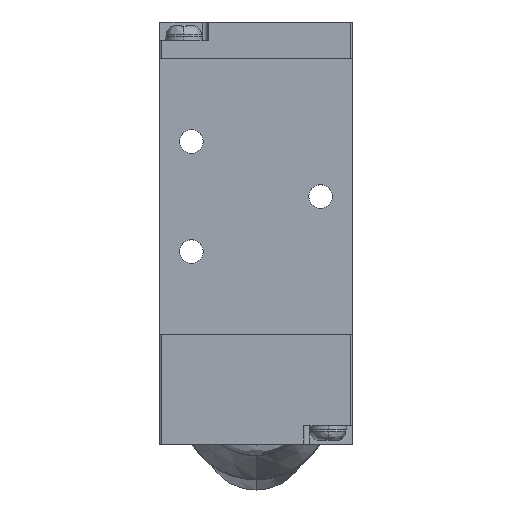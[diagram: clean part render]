
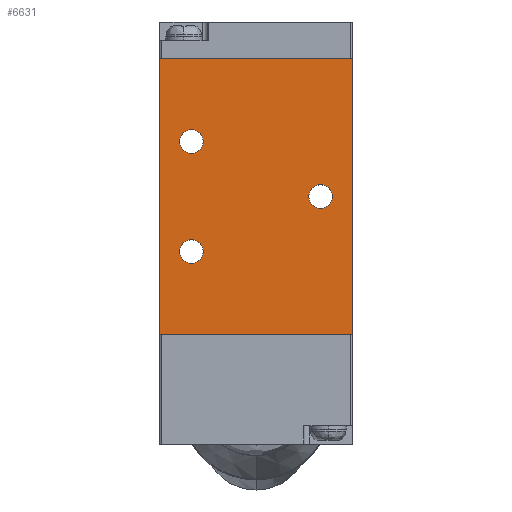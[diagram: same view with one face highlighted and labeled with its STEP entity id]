
A CAD part, top view. The second image highlights one B-rep face of the part: STEP entity #6631.
In plain terms, the highlighted planar face has unit normal (0, 0, 1).
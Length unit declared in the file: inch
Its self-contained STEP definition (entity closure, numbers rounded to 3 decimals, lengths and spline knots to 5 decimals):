
#63 = AXIS2_PLACEMENT_3D ( 'NONE', #2289, #6498, #2910 ) ;
#274 = ORIENTED_EDGE ( 'NONE', *, *, #5918, .T. ) ;
#345 = CARTESIAN_POINT ( 'NONE',  ( 0., 0., 0.43307 ) ) ;
#418 = ORIENTED_EDGE ( 'NONE', *, *, #884, .T. ) ;
#434 = CARTESIAN_POINT ( 'NONE',  ( 0.68898, 0., 0.43307 ) ) ;
#487 = CARTESIAN_POINT ( 'NONE',  ( -0.37795, 0.59055, 0.43307 ) ) ;
#531 = VERTEX_POINT ( 'NONE', #487 ) ;
#572 = PLANE ( 'NONE',  #839 ) ;
#582 = DIRECTION ( 'NONE',  ( 1., 0., 0. ) ) ;
#661 = VERTEX_POINT ( 'NONE', #3817 ) ;
#826 = CARTESIAN_POINT ( 'NONE',  ( -0.68898, 0., 0.43307 ) ) ;
#839 = AXIS2_PLACEMENT_3D ( 'NONE', #3067, #4903, #1207 ) ;
#884 = EDGE_CURVE ( 'NONE', #1139, #2173, #5180, .T. ) ;
#887 = VERTEX_POINT ( 'NONE', #6555 ) ;
#909 = CIRCLE ( 'NONE', #3960, 0.08465 ) ;
#962 = AXIS2_PLACEMENT_3D ( 'NONE', #1352, #3283, #1503 ) ;
#979 = DIRECTION ( 'NONE',  ( 1., 0., 0. ) ) ;
#1056 = AXIS2_PLACEMENT_3D ( 'NONE', #5675, #2029, #6250 ) ;
#1139 = VERTEX_POINT ( 'NONE', #5947 ) ;
#1207 = DIRECTION ( 'NONE',  ( 1., 0., 0. ) ) ;
#1217 = VERTEX_POINT ( 'NONE', #1263 ) ;
#1230 = EDGE_LOOP ( 'NONE', ( #5946, #1311, #1453, #7355 ) ) ;
#1263 = CARTESIAN_POINT ( 'NONE',  ( -0.54724, 0.59055, 0.43307 ) ) ;
#1311 = ORIENTED_EDGE ( 'NONE', *, *, #6945, .T. ) ;
#1352 = CARTESIAN_POINT ( 'NONE',  ( 0.4626, 0.98425, 0.43307 ) ) ;
#1360 = VERTEX_POINT ( 'NONE', #3495 ) ;
#1371 = VECTOR ( 'NONE', #3393, 39.37008 ) ;
#1453 = ORIENTED_EDGE ( 'NONE', *, *, #3801, .T. ) ;
#1459 = CIRCLE ( 'NONE', #5573, 0.08465 ) ;
#1503 = DIRECTION ( 'NONE',  ( 1., 0., 0. ) ) ;
#1540 = DIRECTION ( 'NONE',  ( 0., 0., -1. ) ) ;
#1860 = CARTESIAN_POINT ( 'NONE',  ( 0.54724, 0.98425, 0.43307 ) ) ;
#2029 = DIRECTION ( 'NONE',  ( 0., 0., -1. ) ) ;
#2030 = EDGE_LOOP ( 'NONE', ( #274, #3031 ) ) ;
#2111 = LINE ( 'NONE', #345, #3730 ) ;
#2129 = EDGE_CURVE ( 'NONE', #1360, #887, #909, .T. ) ;
#2173 = VERTEX_POINT ( 'NONE', #1860 ) ;
#2181 = AXIS2_PLACEMENT_3D ( 'NONE', #2923, #7080, #3529 ) ;
#2246 = VECTOR ( 'NONE', #4436, 39.37008 ) ;
#2289 = CARTESIAN_POINT ( 'NONE',  ( -0.4626, 0.59055, 0.43307 ) ) ;
#2332 = DIRECTION ( 'NONE',  ( 0., 1., 0. ) ) ;
#2368 = CARTESIAN_POINT ( 'NONE',  ( 0.68898, 1.9685, 0.43307 ) ) ;
#2425 = LINE ( 'NONE', #7340, #2246 ) ;
#2591 = LINE ( 'NONE', #434, #5617 ) ;
#2732 = FACE_BOUND ( 'NONE', #7270, .T. ) ;
#2910 = DIRECTION ( 'NONE',  ( 1., 0., 0. ) ) ;
#2923 = CARTESIAN_POINT ( 'NONE',  ( -0.4626, 1.37795, 0.43307 ) ) ;
#2979 = CIRCLE ( 'NONE', #63, 0.08465 ) ;
#3031 = ORIENTED_EDGE ( 'NONE', *, *, #2129, .T. ) ;
#3067 = CARTESIAN_POINT ( 'NONE',  ( 0., 0., 0.43307 ) ) ;
#3283 = DIRECTION ( 'NONE',  ( 0., 0., -1. ) ) ;
#3293 = EDGE_LOOP ( 'NONE', ( #3342, #3699 ) ) ;
#3342 = ORIENTED_EDGE ( 'NONE', *, *, #3390, .T. ) ;
#3390 = EDGE_CURVE ( 'NONE', #531, #1217, #2979, .T. ) ;
#3393 = DIRECTION ( 'NONE',  ( -1., 0., 0. ) ) ;
#3453 = EDGE_CURVE ( 'NONE', #661, #6544, #2591, .T. ) ;
#3495 = CARTESIAN_POINT ( 'NONE',  ( -0.54724, 1.37795, 0.43307 ) ) ;
#3529 = DIRECTION ( 'NONE',  ( 1., 0., 0. ) ) ;
#3699 = ORIENTED_EDGE ( 'NONE', *, *, #5676, .T. ) ;
#3730 = VECTOR ( 'NONE', #979, 39.37008 ) ;
#3801 = EDGE_CURVE ( 'NONE', #4254, #661, #2111, .T. ) ;
#3817 = CARTESIAN_POINT ( 'NONE',  ( 0.68898, 0., 0.43307 ) ) ;
#3960 = AXIS2_PLACEMENT_3D ( 'NONE', #7813, #4303, #582 ) ;
#4016 = CARTESIAN_POINT ( 'NONE',  ( 0., 1.9685, 0.43307 ) ) ;
#4254 = VERTEX_POINT ( 'NONE', #826 ) ;
#4303 = DIRECTION ( 'NONE',  ( 0., 0., -1. ) ) ;
#4436 = DIRECTION ( 'NONE',  ( 0., -1., 0. ) ) ;
#4741 = FACE_BOUND ( 'NONE', #3293, .T. ) ;
#4903 = DIRECTION ( 'NONE',  ( 0., 0., 1. ) ) ;
#5026 = EDGE_CURVE ( 'NONE', #6544, #6304, #7748, .T. ) ;
#5180 = CIRCLE ( 'NONE', #962, 0.08465 ) ;
#5206 = CARTESIAN_POINT ( 'NONE',  ( 0.4626, 0.98425, 0.43307 ) ) ;
#5573 = AXIS2_PLACEMENT_3D ( 'NONE', #5206, #1540, #5804 ) ;
#5617 = VECTOR ( 'NONE', #2332, 39.37008 ) ;
#5673 = CIRCLE ( 'NONE', #2181, 0.08465 ) ;
#5675 = CARTESIAN_POINT ( 'NONE',  ( -0.4626, 0.59055, 0.43307 ) ) ;
#5676 = EDGE_CURVE ( 'NONE', #1217, #531, #6841, .T. ) ;
#5766 = EDGE_CURVE ( 'NONE', #2173, #1139, #1459, .T. ) ;
#5804 = DIRECTION ( 'NONE',  ( 1., 0., 0. ) ) ;
#5918 = EDGE_CURVE ( 'NONE', #887, #1360, #5673, .T. ) ;
#5946 = ORIENTED_EDGE ( 'NONE', *, *, #5026, .T. ) ;
#5947 = CARTESIAN_POINT ( 'NONE',  ( 0.37795, 0.98425, 0.43307 ) ) ;
#6112 = FACE_OUTER_BOUND ( 'NONE', #1230, .T. ) ;
#6250 = DIRECTION ( 'NONE',  ( 1., 0., 0. ) ) ;
#6304 = VERTEX_POINT ( 'NONE', #6347 ) ;
#6347 = CARTESIAN_POINT ( 'NONE',  ( -0.68898, 1.9685, 0.43307 ) ) ;
#6498 = DIRECTION ( 'NONE',  ( 0., 0., -1. ) ) ;
#6544 = VERTEX_POINT ( 'NONE', #2368 ) ;
#6555 = CARTESIAN_POINT ( 'NONE',  ( -0.37795, 1.37795, 0.43307 ) ) ;
#6631 = ADVANCED_FACE ( 'NONE', ( #7279, #4741, #2732, #6112 ), #572, .T. ) ;
#6841 = CIRCLE ( 'NONE', #1056, 0.08465 ) ;
#6945 = EDGE_CURVE ( 'NONE', #6304, #4254, #2425, .T. ) ;
#7080 = DIRECTION ( 'NONE',  ( 0., 0., -1. ) ) ;
#7270 = EDGE_LOOP ( 'NONE', ( #7863, #418 ) ) ;
#7279 = FACE_BOUND ( 'NONE', #2030, .T. ) ;
#7340 = CARTESIAN_POINT ( 'NONE',  ( -0.68898, 0., 0.43307 ) ) ;
#7355 = ORIENTED_EDGE ( 'NONE', *, *, #3453, .T. ) ;
#7748 = LINE ( 'NONE', #4016, #1371 ) ;
#7813 = CARTESIAN_POINT ( 'NONE',  ( -0.4626, 1.37795, 0.43307 ) ) ;
#7863 = ORIENTED_EDGE ( 'NONE', *, *, #5766, .T. ) ;
